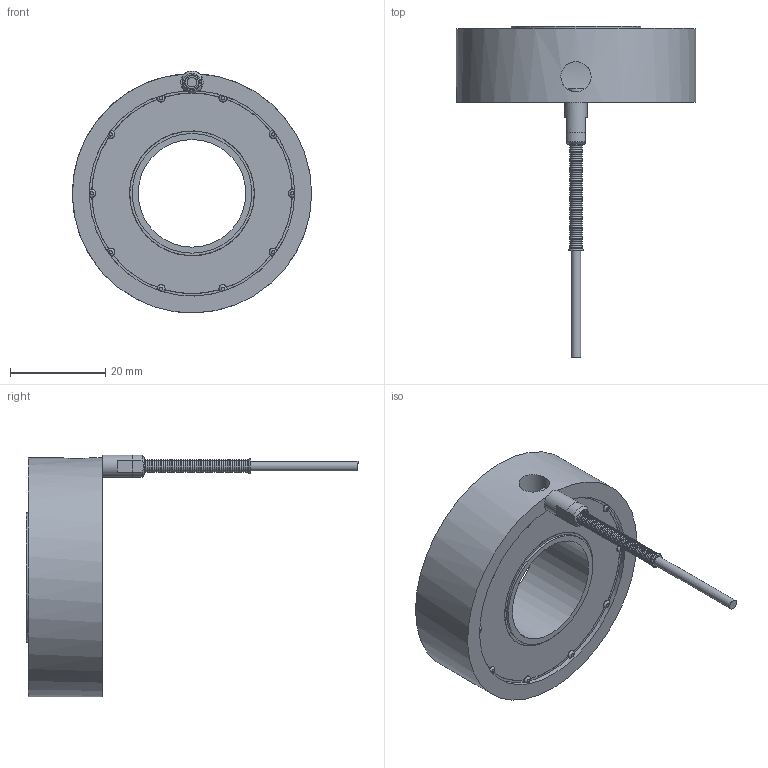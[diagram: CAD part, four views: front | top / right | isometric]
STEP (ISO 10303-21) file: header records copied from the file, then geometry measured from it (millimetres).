
FILE_DESCRIPTION(/* description */ (''),/* implementation_level */ '2;1');
FILE_NAME(/* name */ 'QSH01798.stp',/* time_stamp */ '2018-01-03T12:40:44-08:00',/* author */ ('richard'),/* organization */ (''),/* preprocessor_version */ 'ST-DEVELOPER v16.13',/* originating_system */ 'Autodesk Inventor 2018',/* authorisation */ '');
FILE_SCHEMA (('AUTOMOTIVE_DESIGN { 1 0 10303 214 3 1 1 }'));
Length unit declared in the file: inch
Products named in the file (1): QSH01798
Bounding box: 50.29 x 69.79 x 50.86 mm (x, y, z)
Volume: 23222.1 mm3; surface area: 8143.8 mm2
Topology: 1 solids, 1 shells, 190 faces, 481 edges, 278 vertices
Faces by surface type: plane 66, torus 65, cylinder 27, cone 22, bspline 10
Full cylindrical faces by diameter (mm): 2.007 x2, 2.083 x2, 2.794 x1, 3.023 x1, 3.048 x1, 3.175 x1, 4.699 x1, 6.35 x1, 22.606 x1, 25.146 x1, 26.162 x1, 26.264 x1, 27.178 x1, 41.148 x1, 42.113 x1, 42.164 x1, 43.18 x1, 50.292 x1
Entity records: 6079 total; most frequent: CARTESIAN_POINT 1602, DIRECTION 978, ORIENTED_EDGE 772, AXIS2_PLACEMENT_3D 467, EDGE_CURVE 386, EDGE_LOOP 292, CIRCLE 286, VERTEX_POINT 270
